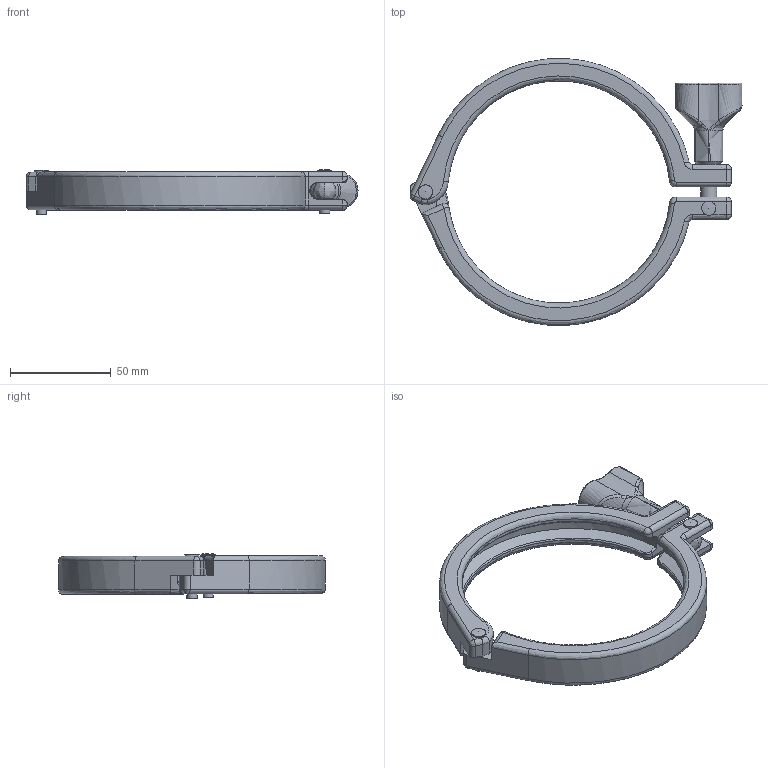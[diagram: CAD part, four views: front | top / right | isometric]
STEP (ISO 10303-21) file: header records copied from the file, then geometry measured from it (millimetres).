
FILE_DESCRIPTION((''),'2;1');
FILE_NAME('9635211057_DN100.stp', '2005-05-10T10:22:26',('User'),('SDRC'),'I-DEAS Master Series 9','UNIX', 'Yes');
FILE_SCHEMA(('CONFIG_CONTROL_DESIGN'));
Length unit declared in the file: millimetre
Bounding box: 164.79 x 132.55 x 22.25 mm (x, y, z)
Volume: 78900.2 mm3; surface area: 31930.3 mm2
Topology: 1 solids, 1 shells, 206 faces, 494 edges, 274 vertices
Faces by surface type: bspline 206
Entity records: 8334 total; most frequent: CARTESIAN_POINT 5597, ORIENTED_EDGE 940, EDGE_CURVE 470, VERTEX_POINT 274, B_SPLINE_CURVE_WITH_KNOTS 261, EDGE_LOOP 218, FACE_OUTER_BOUND 206, ADVANCED_FACE 206
